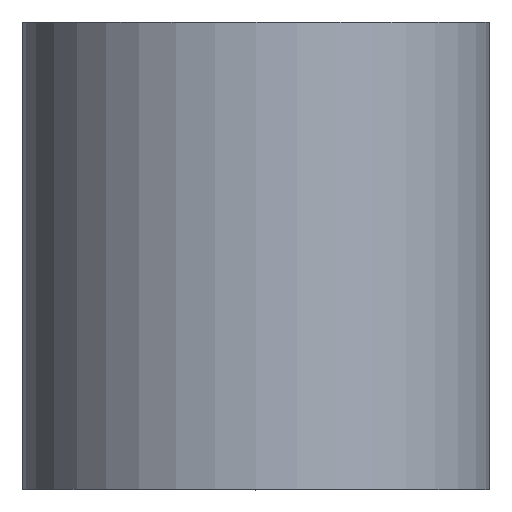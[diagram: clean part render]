
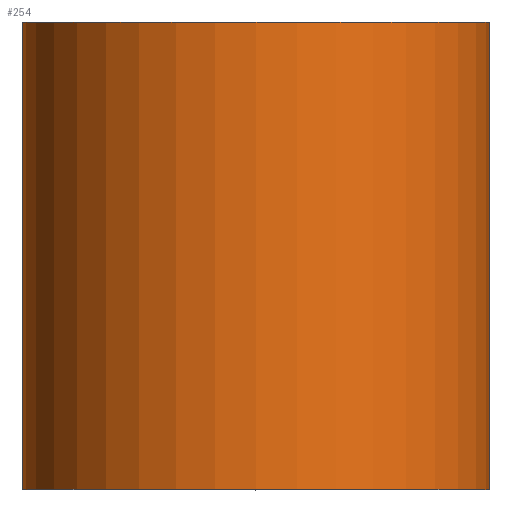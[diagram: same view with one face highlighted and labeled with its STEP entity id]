
A CAD part, top view. The second image highlights one B-rep face of the part: STEP entity #254.
In plain terms, the highlighted cylindrical face has radius 4 mm (diameter 8 mm), a partial arc.
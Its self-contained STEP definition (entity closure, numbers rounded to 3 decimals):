
#254=ADVANCED_FACE('',(#676),#677,.T.);
#262=EDGE_CURVE('',#340,#386,#686,.T.);
#340=VERTEX_POINT('',#775);
#368=VERTEX_POINT('',#806);
#386=VERTEX_POINT('',#827);
#388=EDGE_CURVE('',#340,#368,#829,.T.);
#394=EDGE_CURVE('',#404,#386,#835,.T.);
#404=VERTEX_POINT('',#848);
#514=EDGE_CURVE('',#404,#368,#971,.T.);
#676=FACE_OUTER_BOUND('',#1157,.T.);
#677=CYLINDRICAL_SURFACE('',#1158,4.0);
#686=CIRCLE('',#1170,4.0);
#775=CARTESIAN_POINT('',(-4.0,8.0,0.));
#806=CARTESIAN_POINT('',(-4.0,0.0,0.));
#827=CARTESIAN_POINT('',(4.0,8.0,0.0));
#829=LINE('',#1350,#1351);
#835=LINE('',#1360,#1361);
#848=CARTESIAN_POINT('',(4.0,0.0,0.0));
#971=CIRCLE('',#1539,4.0);
#1157=EDGE_LOOP('',(#1734,#1735,#1736,#1737));
#1158=AXIS2_PLACEMENT_3D('',#1738,#1739,#1740);
#1170=AXIS2_PLACEMENT_3D('',#1750,#1751,#1752);
#1350=CARTESIAN_POINT('',(-4.0,4.0,0.));
#1351=VECTOR('',#1919,1.0);
#1360=CARTESIAN_POINT('',(4.0,4.0,0.));
#1361=VECTOR('',#1926,1.0);
#1539=AXIS2_PLACEMENT_3D('',#2091,#2092,#2093);
#1734=ORIENTED_EDGE('',*,*,#394,.T.);
#1735=ORIENTED_EDGE('',*,*,#262,.F.);
#1736=ORIENTED_EDGE('',*,*,#388,.T.);
#1737=ORIENTED_EDGE('',*,*,#514,.F.);
#1738=CARTESIAN_POINT('',(0.0,4.0,0.0));
#1739=DIRECTION('',(0.0,-1.0,-0.0));
#1740=DIRECTION('',(1.0,0.0,0.0));
#1750=CARTESIAN_POINT('',(0.0,8.0,0.0));
#1751=DIRECTION('',(-0.0,1.0,0.0));
#1752=DIRECTION('',(1.0,0.0,0.0));
#1919=DIRECTION('',(-0.0,-1.0,-0.0));
#1926=DIRECTION('',(0.0,1.0,0.0));
#2091=CARTESIAN_POINT('',(0.0,0.0,0.0));
#2092=DIRECTION('',(0.0,-1.0,0.0));
#2093=DIRECTION('',(1.0,0.0,0.0));
